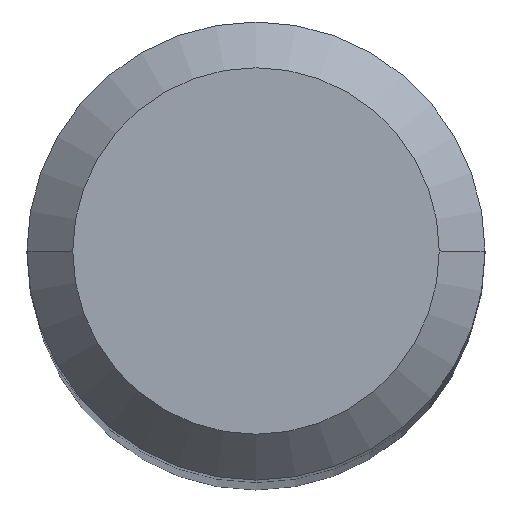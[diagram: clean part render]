
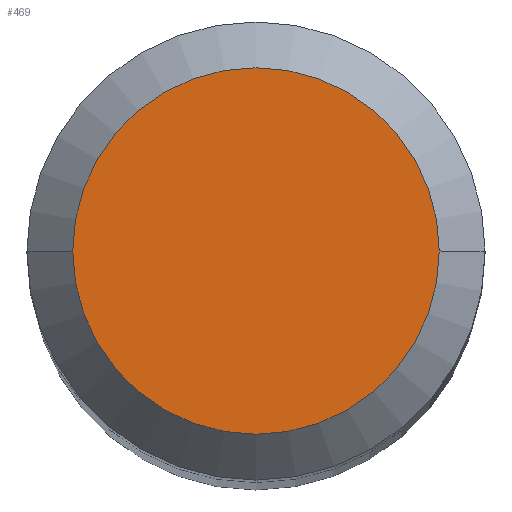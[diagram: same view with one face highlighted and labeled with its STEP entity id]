
A CAD part, top view. The second image highlights one B-rep face of the part: STEP entity #469.
In plain terms, the highlighted planar face has unit normal (0, 0, 1).
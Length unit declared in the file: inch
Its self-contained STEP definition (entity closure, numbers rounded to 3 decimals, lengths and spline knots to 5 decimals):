
#29 = CARTESIAN_POINT ( 'NONE',  ( 0., 0., 0. ) ) ;
#41 = ORIENTED_EDGE ( 'NONE', *, *, #115, .T. ) ;
#52 = ORIENTED_EDGE ( 'NONE', *, *, #121, .T. ) ;
#57 = CIRCLE ( 'NONE', #335, 0.22048 ) ;
#64 = VERTEX_POINT ( 'NONE', #341 ) ;
#72 = DIRECTION ( 'NONE',  ( 0., 0., -1. ) ) ;
#115 = EDGE_CURVE ( 'NONE', #64, #133, #410, .T. ) ;
#117 = AXIS2_PLACEMENT_3D ( 'NONE', #227, #72, #179 ) ;
#121 = EDGE_CURVE ( 'NONE', #133, #64, #57, .T. ) ;
#133 = VERTEX_POINT ( 'NONE', #472 ) ;
#175 = PLANE ( 'NONE',  #117 ) ;
#179 = DIRECTION ( 'NONE',  ( -1., 0., 0. ) ) ;
#212 = CARTESIAN_POINT ( 'NONE',  ( 0., 0., 0. ) ) ;
#227 = CARTESIAN_POINT ( 'NONE',  ( 0., 0., 0. ) ) ;
#272 = AXIS2_PLACEMENT_3D ( 'NONE', #29, #409, #415 ) ;
#328 = FACE_OUTER_BOUND ( 'NONE', #435, .T. ) ;
#330 = DIRECTION ( 'NONE',  ( 0., 0., 1. ) ) ;
#332 = DIRECTION ( 'NONE',  ( 1., 0., 0. ) ) ;
#335 = AXIS2_PLACEMENT_3D ( 'NONE', #212, #330, #332 ) ;
#341 = CARTESIAN_POINT ( 'NONE',  ( 0.22048, 0., 0. ) ) ;
#409 = DIRECTION ( 'NONE',  ( 0., 0., 1. ) ) ;
#410 = CIRCLE ( 'NONE', #272, 0.22048 ) ;
#415 = DIRECTION ( 'NONE',  ( 1., 0., 0. ) ) ;
#435 = EDGE_LOOP ( 'NONE', ( #52, #41 ) ) ;
#469 = ADVANCED_FACE ( 'NONE', ( #328 ), #175, .F. ) ;
#472 = CARTESIAN_POINT ( 'NONE',  ( -0.22048, 0., 0. ) ) ;
